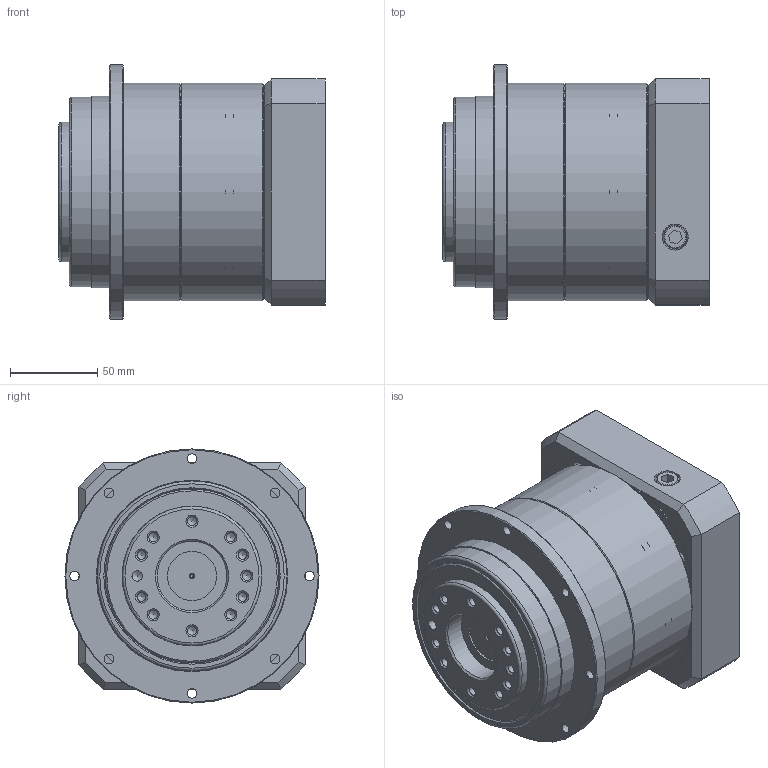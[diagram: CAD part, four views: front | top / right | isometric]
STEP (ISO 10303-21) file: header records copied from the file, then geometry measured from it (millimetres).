
FILE_DESCRIPTION((''),'2;1');
FILE_NAME('KSD-110-1.stp','2013-07-03T16:24:40',('young'),(''),'Autodesk Inventor 2012','Autodesk Inventor 2012','');
FILE_SCHEMA(('AUTOMOTIVE_DESIGN { 1 0 10303 214 1 1 1 1 }'));
Length unit declared in the file: millimetre
Products named in the file (1): KSD-110-1
Bounding box: 153 x 146 x 146 mm (x, y, z)
Volume: 869387.6 mm3; surface area: 278378.5 mm2
Topology: 23 solids, 23 shells, 729 faces, 1672 edges, 1032 vertices
Faces by surface type: plane 340, cylinder 194, cone 136, torus 41, bspline 16, sphere 2
Full cylindrical faces by diameter (mm): 2 x1, 3.3 x8, 5 x11, 5.5 x24, 6 x1, 6.8 x9, 8 x5, 9 x17, 13 x7, 24 x1, 28.326 x1, 32 x1, 38.4 x1, 39.8 x1, 40 x2, 42 x1, 49 x1, 53 x1, 55 x3, 58.97 x1, 75 x1, 80 x2, 83 x1, 90 x1, 97 x1, 99.98 x1, 100 x3, 105 x2, 105.37 x2, 106 x2
Entity records: 20391 total; most frequent: CARTESIAN_POINT 5088, DIRECTION 3299, ORIENTED_EDGE 2658, AXIS2_PLACEMENT_3D 1358, EDGE_CURVE 1329, EDGE_LOOP 1093, VERTEX_POINT 952, FACE_OUTER_BOUND 729
